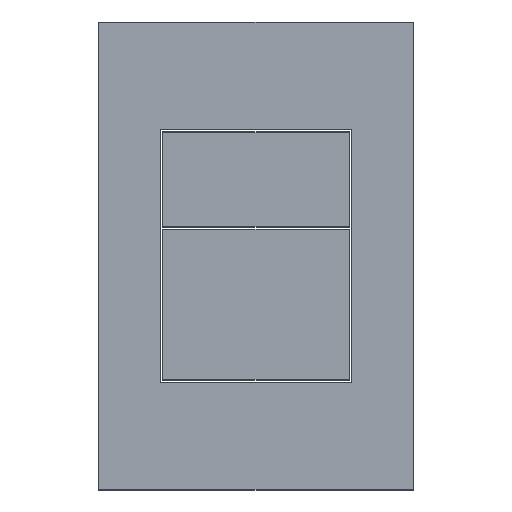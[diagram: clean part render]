
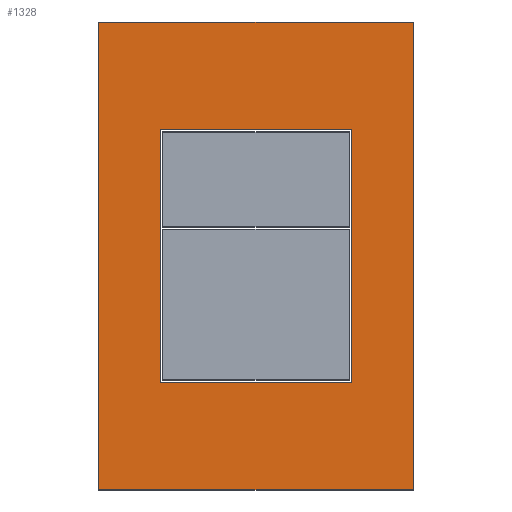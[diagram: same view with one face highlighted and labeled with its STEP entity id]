
A CAD part, top view. The second image highlights one B-rep face of the part: STEP entity #1328.
In plain terms, the highlighted planar face has unit normal (0, 0, 1).
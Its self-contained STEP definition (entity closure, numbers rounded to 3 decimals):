
#128=CIRCLE('',#1523,0.5);
#129=CIRCLE('',#1524,0.5);
#130=CIRCLE('',#1525,0.5);
#131=CIRCLE('',#1526,0.5);
#448=ORIENTED_EDGE('',*,*,#696,.T.);
#449=ORIENTED_EDGE('',*,*,#697,.T.);
#450=ORIENTED_EDGE('',*,*,#698,.T.);
#451=ORIENTED_EDGE('',*,*,#699,.T.);
#452=ORIENTED_EDGE('',*,*,#700,.T.);
#453=ORIENTED_EDGE('',*,*,#701,.T.);
#454=ORIENTED_EDGE('',*,*,#702,.T.);
#455=ORIENTED_EDGE('',*,*,#703,.T.);
#456=ORIENTED_EDGE('',*,*,#704,.T.);
#457=ORIENTED_EDGE('',*,*,#705,.T.);
#458=ORIENTED_EDGE('',*,*,#706,.T.);
#459=ORIENTED_EDGE('',*,*,#707,.T.);
#696=EDGE_CURVE('',#820,#821,#128,.F.);
#697=EDGE_CURVE('',#821,#822,#924,.F.);
#698=EDGE_CURVE('',#822,#823,#129,.F.);
#699=EDGE_CURVE('',#823,#824,#925,.F.);
#700=EDGE_CURVE('',#824,#825,#130,.F.);
#701=EDGE_CURVE('',#825,#826,#926,.F.);
#702=EDGE_CURVE('',#826,#827,#131,.F.);
#703=EDGE_CURVE('',#827,#820,#927,.F.);
#704=EDGE_CURVE('',#828,#829,#928,.T.);
#705=EDGE_CURVE('',#829,#830,#929,.T.);
#706=EDGE_CURVE('',#830,#831,#930,.T.);
#707=EDGE_CURVE('',#831,#828,#931,.T.);
#820=VERTEX_POINT('',#2318);
#821=VERTEX_POINT('',#2319);
#822=VERTEX_POINT('',#2321);
#823=VERTEX_POINT('',#2323);
#824=VERTEX_POINT('',#2325);
#825=VERTEX_POINT('',#2327);
#826=VERTEX_POINT('',#2329);
#827=VERTEX_POINT('',#2331);
#828=VERTEX_POINT('',#2334);
#829=VERTEX_POINT('',#2335);
#830=VERTEX_POINT('',#2337);
#831=VERTEX_POINT('',#2339);
#924=LINE('',#2320,#1024);
#925=LINE('',#2324,#1025);
#926=LINE('',#2328,#1026);
#927=LINE('',#2332,#1027);
#928=LINE('',#2333,#1028);
#929=LINE('',#2336,#1029);
#930=LINE('',#2338,#1030);
#931=LINE('',#2340,#1031);
#1024=VECTOR('',#1910,1000.);
#1025=VECTOR('',#1913,1000.);
#1026=VECTOR('',#1916,1000.);
#1027=VECTOR('',#1919,1000.);
#1028=VECTOR('',#1920,1000.);
#1029=VECTOR('',#1921,1000.);
#1030=VECTOR('',#1922,1000.);
#1031=VECTOR('',#1923,1000.);
#1114=EDGE_LOOP('',(#448,#449,#450,#451,#452,#453,#454,#455));
#1115=EDGE_LOOP('',(#456,#457,#458,#459));
#1208=FACE_BOUND('',#1114,.T.);
#1209=FACE_BOUND('',#1115,.T.);
#1257=PLANE('',#1522);
#1328=ADVANCED_FACE('',(#1208,#1209),#1257,.T.);
#1522=AXIS2_PLACEMENT_3D('',#2316,#1906,#1907);
#1523=AXIS2_PLACEMENT_3D('',#2317,#1908,#1909);
#1524=AXIS2_PLACEMENT_3D('',#2322,#1911,#1912);
#1525=AXIS2_PLACEMENT_3D('',#2326,#1914,#1915);
#1526=AXIS2_PLACEMENT_3D('',#2330,#1917,#1918);
#1906=DIRECTION('',(0.,0.,1.));
#1907=DIRECTION('',(0.,-1.,0.));
#1908=DIRECTION('',(0.,0.,1.));
#1909=DIRECTION('',(1.,0.,0.));
#1910=DIRECTION('',(1.,0.,0.));
#1911=DIRECTION('',(0.,0.,1.));
#1912=DIRECTION('',(1.,0.,0.));
#1913=DIRECTION('',(0.,-1.,0.));
#1914=DIRECTION('',(0.,0.,1.));
#1915=DIRECTION('',(1.,0.,0.));
#1916=DIRECTION('',(-1.,0.,0.));
#1917=DIRECTION('',(0.,0.,1.));
#1918=DIRECTION('',(1.,0.,0.));
#1919=DIRECTION('',(0.,1.,0.));
#1920=DIRECTION('',(0.,1.,0.));
#1921=DIRECTION('',(-1.,0.,0.));
#1922=DIRECTION('',(0.,-1.,0.));
#1923=DIRECTION('',(1.,0.,0.));
#2316=CARTESIAN_POINT('',(0.,0.,5.));
#2317=CARTESIAN_POINT('',(49.7,-65.7,5.));
#2318=CARTESIAN_POINT('',(50.2,-65.7,5.));
#2319=CARTESIAN_POINT('',(49.7,-66.2,5.));
#2320=CARTESIAN_POINT('',(-49.7,-66.2,5.));
#2321=CARTESIAN_POINT('',(-49.7,-66.2,5.));
#2322=CARTESIAN_POINT('',(-49.7,-65.7,5.));
#2323=CARTESIAN_POINT('',(-50.2,-65.7,5.));
#2324=CARTESIAN_POINT('',(-50.2,65.7,5.));
#2325=CARTESIAN_POINT('',(-50.2,65.7,5.));
#2326=CARTESIAN_POINT('',(-49.7,65.7,5.));
#2327=CARTESIAN_POINT('',(-49.7,66.2,5.));
#2328=CARTESIAN_POINT('',(49.7,66.2,5.));
#2329=CARTESIAN_POINT('',(49.7,66.2,5.));
#2330=CARTESIAN_POINT('',(49.7,65.7,5.));
#2331=CARTESIAN_POINT('',(50.2,65.7,5.));
#2332=CARTESIAN_POINT('',(50.2,-65.7,5.));
#2333=CARTESIAN_POINT('',(82.3,0.,5.));
#2334=CARTESIAN_POINT('',(82.3,-122.3,5.));
#2335=CARTESIAN_POINT('',(82.3,122.3,5.));
#2336=CARTESIAN_POINT('',(0.,122.3,5.));
#2337=CARTESIAN_POINT('',(-82.3,122.3,5.));
#2338=CARTESIAN_POINT('',(-82.3,0.,5.));
#2339=CARTESIAN_POINT('',(-82.3,-122.3,5.));
#2340=CARTESIAN_POINT('',(0.,-122.3,5.));
